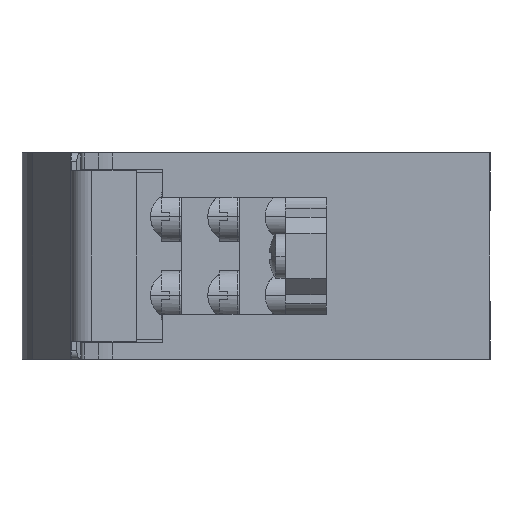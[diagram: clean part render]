
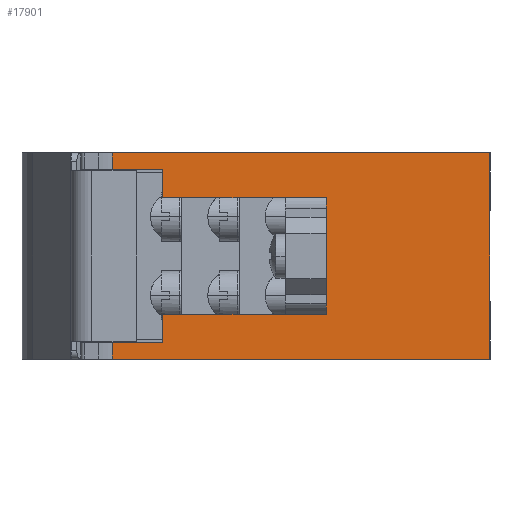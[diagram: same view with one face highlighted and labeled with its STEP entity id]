
A CAD part, left-side view. The second image highlights one B-rep face of the part: STEP entity #17901.
In plain terms, the highlighted planar face has unit normal (-1, 0, 0).
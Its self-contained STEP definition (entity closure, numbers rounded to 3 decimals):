
#673=DIRECTION('',(0.,0.,-1.));
#674=VECTOR('',#673,2.35);
#675=CARTESIAN_POINT('',(-21.,20.,-4.75));
#676=LINE('',#675,#674);
#689=DIRECTION('',(0.,0.,-1.));
#690=VECTOR('',#689,2.35);
#691=CARTESIAN_POINT('',(-21.,20.,7.1));
#692=LINE('',#691,#690);
#3597=DIRECTION('',(0.,0.,1.));
#3598=VECTOR('',#3597,9.5);
#3599=CARTESIAN_POINT('',(-21.,20.,-4.75));
#3600=LINE('',#3599,#3598);
#3601=DIRECTION('',(0.,1.,0.));
#3602=VECTOR('',#3601,6.172);
#3603=CARTESIAN_POINT('',(-21.,40.,10.6));
#3604=LINE('',#3603,#3602);
#3605=DIRECTION('',(0.,0.,1.));
#3606=VECTOR('',#3605,2.);
#3607=CARTESIAN_POINT('',(-21.,46.172,10.6));
#3608=LINE('',#3607,#3606);
#3609=DIRECTION('',(0.,-1.,0.));
#3610=VECTOR('',#3609,46.172);
#3611=CARTESIAN_POINT('',(-21.,46.172,12.6));
#3612=LINE('',#3611,#3610);
#3613=DIRECTION('',(0.,1.,0.));
#3614=VECTOR('',#3613,46.172);
#3615=CARTESIAN_POINT('',(-21.,0.,-12.6));
#3616=LINE('',#3615,#3614);
#3617=DIRECTION('',(0.,-1.,0.));
#3618=VECTOR('',#3617,6.172);
#3619=CARTESIAN_POINT('',(-21.,46.172,-10.6));
#3620=LINE('',#3619,#3618);
#3625=DIRECTION('',(0.,-1.,0.));
#3626=VECTOR('',#3625,20.);
#3627=CARTESIAN_POINT('',(-21.,40.,7.1));
#3628=LINE('',#3627,#3626);
#3637=DIRECTION('',(0.,0.,-1.));
#3638=VECTOR('',#3637,3.5);
#3639=CARTESIAN_POINT('',(-21.,40.,10.6));
#3640=LINE('',#3639,#3638);
#4945=DIRECTION('',(0.,0.,-1.));
#4946=VECTOR('',#4945,2.);
#4947=CARTESIAN_POINT('',(-21.,46.172,-10.6));
#4948=LINE('',#4947,#4946);
#5263=DIRECTION('',(0.,0.,1.));
#5264=VECTOR('',#5263,25.2);
#5265=CARTESIAN_POINT('',(-21.,0.,-12.6));
#5266=LINE('',#5265,#5264);
#6180=DIRECTION('',(0.,0.,-1.));
#6181=VECTOR('',#6180,3.5);
#6182=CARTESIAN_POINT('',(-21.,40.,-7.1));
#6183=LINE('',#6182,#6181);
#6204=DIRECTION('',(0.,1.,0.));
#6205=VECTOR('',#6204,20.);
#6206=CARTESIAN_POINT('',(-21.,20.,-7.1));
#6207=LINE('',#6206,#6205);
#10975=CARTESIAN_POINT('',(-21.,46.172,-12.6));
#10976=VERTEX_POINT('',#10975);
#10977=CARTESIAN_POINT('',(-21.,0.,-12.6));
#10978=VERTEX_POINT('',#10977);
#11061=CARTESIAN_POINT('',(-21.,0.,12.6));
#11062=VERTEX_POINT('',#11061);
#11063=CARTESIAN_POINT('',(-21.,46.172,12.6));
#11064=VERTEX_POINT('',#11063);
#11121=CARTESIAN_POINT('',(-21.,46.172,10.6));
#11122=VERTEX_POINT('',#11121);
#11124=CARTESIAN_POINT('',(-21.,40.,10.6));
#11126=VERTEX_POINT('',#11124);
#11151=CARTESIAN_POINT('',(-21.,46.172,-10.6));
#11153=VERTEX_POINT('',#11151);
#11169=CARTESIAN_POINT('',(-21.,40.,-10.6));
#11170=VERTEX_POINT('',#11169);
#11171=CARTESIAN_POINT('',(-21.,40.,-7.1));
#11172=VERTEX_POINT('',#11171);
#11173=CARTESIAN_POINT('',(-21.,20.,-7.1));
#11174=VERTEX_POINT('',#11173);
#11175=CARTESIAN_POINT('',(-21.,40.,7.1));
#11176=CARTESIAN_POINT('',(-21.,20.,7.1));
#11177=VERTEX_POINT('',#11175);
#11178=VERTEX_POINT('',#11176);
#12553=CARTESIAN_POINT('',(-21.,20.,-4.75));
#12554=CARTESIAN_POINT('',(-21.,20.,4.75));
#12555=VERTEX_POINT('',#12553);
#12556=VERTEX_POINT('',#12554);
#17869=CARTESIAN_POINT('',(-21.,23.086,0.));
#17870=DIRECTION('',(1.,0.,0.));
#17871=DIRECTION('',(0.,-1.,0.));
#17872=AXIS2_PLACEMENT_3D('',#17869,#17870,#17871);
#17873=PLANE('',#17872);
#17874=ORIENTED_EDGE('',*,*,#17856,.T.);
#17875=ORIENTED_EDGE('',*,*,#13651,.F.);
#17877=ORIENTED_EDGE('',*,*,#17876,.F.);
#17879=ORIENTED_EDGE('',*,*,#17878,.F.);
#17881=ORIENTED_EDGE('',*,*,#17880,.T.);
#17883=ORIENTED_EDGE('',*,*,#17882,.T.);
#17885=ORIENTED_EDGE('',*,*,#17884,.T.);
#17887=ORIENTED_EDGE('',*,*,#17886,.F.);
#17889=ORIENTED_EDGE('',*,*,#17888,.T.);
#17891=ORIENTED_EDGE('',*,*,#17890,.F.);
#17893=ORIENTED_EDGE('',*,*,#17892,.T.);
#17895=ORIENTED_EDGE('',*,*,#17894,.F.);
#17897=ORIENTED_EDGE('',*,*,#17896,.F.);
#17898=ORIENTED_EDGE('',*,*,#13635,.F.);
#17899=EDGE_LOOP('',(#17874,#17875,#17877,#17879,#17881,#17883,#17885,#17887,
#17889,#17891,#17893,#17895,#17897,#17898));
#17900=FACE_OUTER_BOUND('',#17899,.F.);
#13635=EDGE_CURVE('',#12555,#11174,#676,.T.);
#13651=EDGE_CURVE('',#11178,#12556,#692,.T.);
#17856=EDGE_CURVE('',#12555,#12556,#3600,.T.);
#17876=EDGE_CURVE('',#11177,#11178,#3628,.T.);
#17878=EDGE_CURVE('',#11126,#11177,#3640,.T.);
#17880=EDGE_CURVE('',#11126,#11122,#3604,.T.);
#17882=EDGE_CURVE('',#11122,#11064,#3608,.T.);
#17884=EDGE_CURVE('',#11064,#11062,#3612,.T.);
#17886=EDGE_CURVE('',#10978,#11062,#5266,.T.);
#17888=EDGE_CURVE('',#10978,#10976,#3616,.T.);
#17890=EDGE_CURVE('',#11153,#10976,#4948,.T.);
#17892=EDGE_CURVE('',#11153,#11170,#3620,.T.);
#17894=EDGE_CURVE('',#11172,#11170,#6183,.T.);
#17896=EDGE_CURVE('',#11174,#11172,#6207,.T.);
#17901=ADVANCED_FACE('',(#17900),#17873,.F.);
